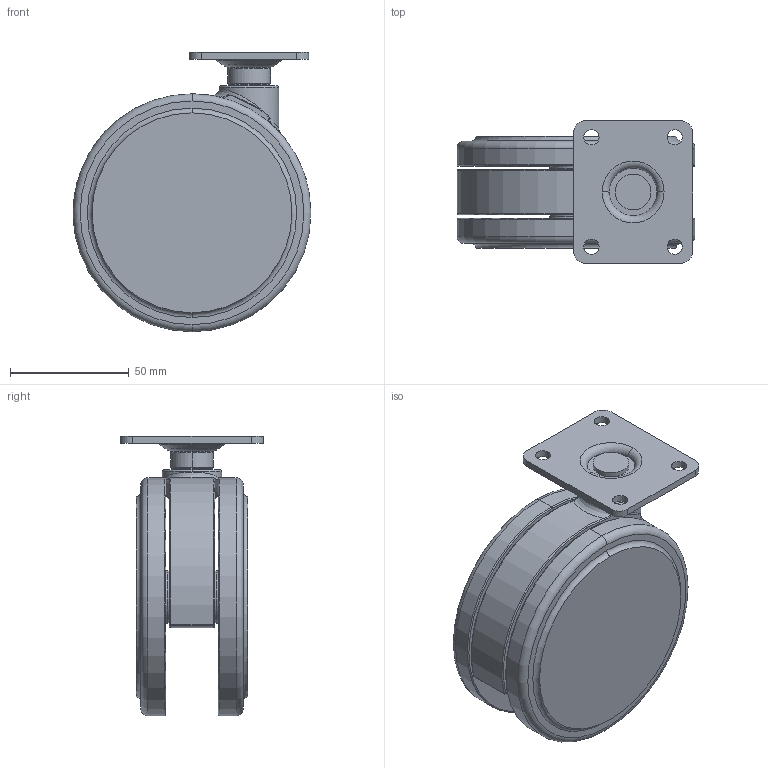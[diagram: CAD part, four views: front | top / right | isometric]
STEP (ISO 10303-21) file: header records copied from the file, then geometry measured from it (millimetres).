
FILE_DESCRIPTION (( 'STEP AP214' ), '1' );
FILE_NAME ('TCA_KFW100.STEP', '2016-04-28T07:42:27', ( '' ), ( '' ), 'SwSTEP 2.0', 'SolidWorks 2015', '' );
FILE_SCHEMA (( 'AUTOMOTIVE_DESIGN' ));
Length unit declared in the file: millimetre
Products named in the file (6): mounting plate; wheel_mr; wheel; main shaft; body; TCA_KFW100
Assembly tree (5 placements, depth 2):
  TCA_KFW100
    body
    main shaft
    wheel
    wheel_mr
    mounting plate
Bounding box: 100 x 60 x 117.5 mm (x, y, z)
Volume: 242600.2 mm3; surface area: 63806.1 mm2
Topology: 5 solids, 5 shells, 155 faces, 346 edges, 206 vertices
Faces by surface type: cylinder 60, torus 38, plane 33, cone 12, bspline 6, sphere 6
Entity records: 5296 total; most frequent: CARTESIAN_POINT 1531, DIRECTION 836, ORIENTED_EDGE 680, AXIS2_PLACEMENT_3D 367, EDGE_CURVE 340, CIRCLE 210, VERTEX_POINT 206, EDGE_LOOP 178
